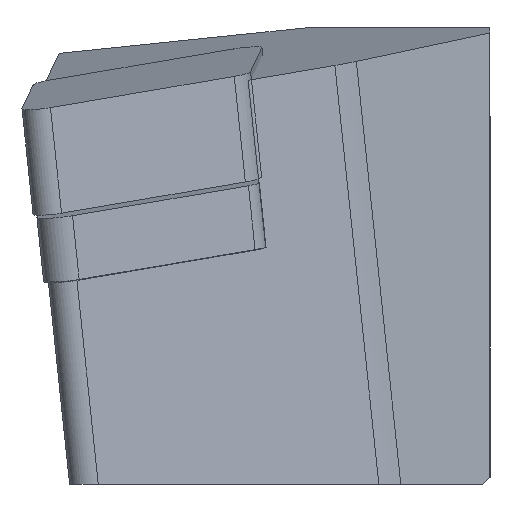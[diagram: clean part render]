
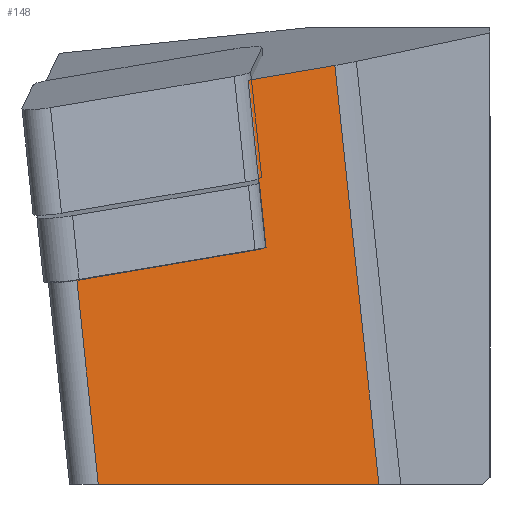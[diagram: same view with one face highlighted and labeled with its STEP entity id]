
A CAD part, left-side view. The second image highlights one B-rep face of the part: STEP entity #148.
In plain terms, the highlighted planar face has unit normal (-0.849, -0.527, -0.034).
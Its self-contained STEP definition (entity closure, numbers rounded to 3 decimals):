
#148=ADVANCED_FACE('',(#245),#204,.F.);
#204=PLANE('',#1082);
#245=FACE_OUTER_BOUND('',#301,.T.);
#301=EDGE_LOOP('',(#615,#616,#617,#618,#619,#620,#621));
#349=LINE('',#1428,#452);
#361=LINE('',#1454,#464);
#364=LINE('',#1459,#467);
#388=LINE('',#1517,#491);
#389=LINE('',#1519,#492);
#390=LINE('',#1521,#493);
#391=LINE('',#1523,#494);
#452=VECTOR('',#1158,1.);
#464=VECTOR('',#1178,1.);
#467=VECTOR('',#1183,1.);
#491=VECTOR('',#1223,1.);
#492=VECTOR('',#1224,1.);
#493=VECTOR('',#1225,1.);
#494=VECTOR('',#1226,1.);
#615=ORIENTED_EDGE('',*,*,#910,.F.);
#616=ORIENTED_EDGE('',*,*,#954,.F.);
#617=ORIENTED_EDGE('',*,*,#955,.T.);
#618=ORIENTED_EDGE('',*,*,#956,.F.);
#619=ORIENTED_EDGE('',*,*,#957,.T.);
#620=ORIENTED_EDGE('',*,*,#926,.F.);
#621=ORIENTED_EDGE('',*,*,#923,.T.);
#826=VERTEX_POINT('',#1426);
#828=VERTEX_POINT('',#1429);
#838=VERTEX_POINT('',#1455);
#839=VERTEX_POINT('',#1460);
#861=VERTEX_POINT('',#1518);
#862=VERTEX_POINT('',#1520);
#863=VERTEX_POINT('',#1522);
#910=EDGE_CURVE('',#826,#828,#349,.T.);
#923=EDGE_CURVE('',#838,#828,#361,.T.);
#926=EDGE_CURVE('',#838,#839,#364,.T.);
#954=EDGE_CURVE('',#861,#826,#388,.T.);
#955=EDGE_CURVE('',#861,#862,#389,.T.);
#956=EDGE_CURVE('',#863,#862,#390,.T.);
#957=EDGE_CURVE('',#863,#839,#391,.T.);
#1082=AXIS2_PLACEMENT_3D('',#1524,#1227,#1228);
#1158=DIRECTION('',(0.518,-0.843,0.143));
#1178=DIRECTION('',(0.105,-0.104,-0.989));
#1183=DIRECTION('',(0.518,-0.843,0.143));
#1223=DIRECTION('',(0.518,-0.843,0.143));
#1224=DIRECTION('',(0.105,-0.104,-0.989));
#1225=DIRECTION('',(-0.527,0.85,0.));
#1226=DIRECTION('',(-0.105,0.104,0.989));
#1227=DIRECTION('',(0.849,0.527,0.034));
#1228=DIRECTION('',(0.527,-0.85,0.));
#1426=CARTESIAN_POINT('',(6.405,9.636,-5.907));
#1428=CARTESIAN_POINT('',(1.48,17.658,-7.27));
#1429=CARTESIAN_POINT('',(6.436,9.585,-5.898));
#1454=CARTESIAN_POINT('',(5.391,10.624,3.993));
#1455=CARTESIAN_POINT('',(5.679,10.337,1.263));
#1459=CARTESIAN_POINT('',(0.723,18.411,-0.11));
#1460=CARTESIAN_POINT('',(7.955,6.631,1.893));
#1517=CARTESIAN_POINT('',(1.48,17.658,-7.27));
#1518=CARTESIAN_POINT('',(1.48,17.658,-7.27));
#1519=CARTESIAN_POINT('',(4.873,14.284,-39.376));
#1520=CARTESIAN_POINT('',(2.403,16.741,-16.));
#1521=CARTESIAN_POINT('',(4.191,13.86,-16.));
#1522=CARTESIAN_POINT('',(9.846,4.75,-16.));
#1523=CARTESIAN_POINT('',(12.104,2.504,-37.373));
#1524=CARTESIAN_POINT('',(4.873,14.284,-39.376));
